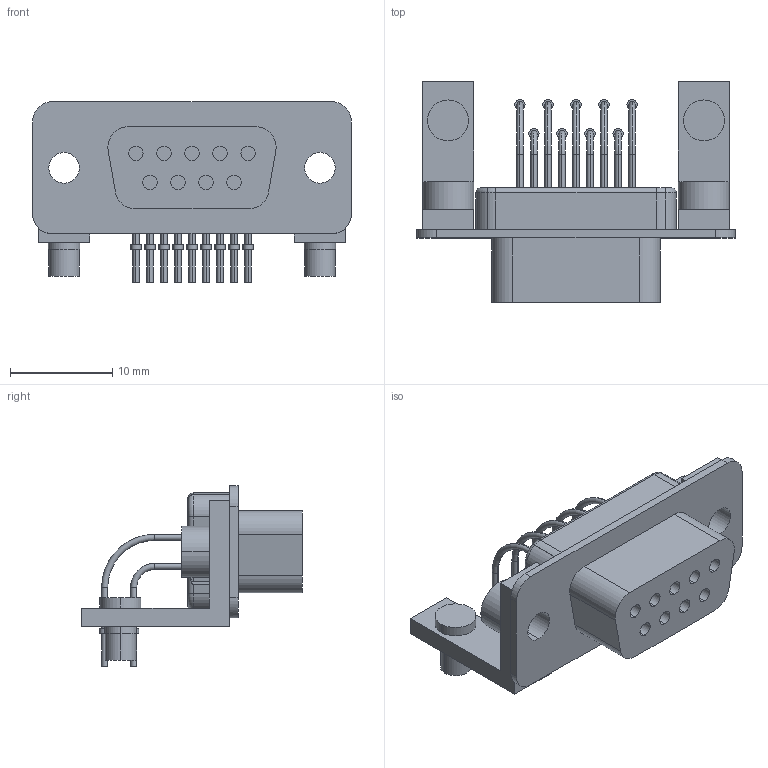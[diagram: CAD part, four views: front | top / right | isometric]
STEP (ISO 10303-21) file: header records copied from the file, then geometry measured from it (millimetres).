
FILE_DESCRIPTION(('Creo Elements/Direct Modeling STEP Export'),'2;1');
FILE_NAME('model.stp','2019-03-21T 7:37:11',(''),(''),'Creo Elements/Direct Modeling STEP processor for AP214 (Solid Model)','Creo Elements/Direct Modeling 20.1A 29-Sep-2018 (C) Parametric Technology GmbH','');
FILE_SCHEMA(('AUTOMOTIVE_DESIGN { 1 0 10303 214 1 1 1 1 }'));
Length unit declared in the file: millimetre
Products named in the file (2): VS-09-BU-DSUB-ER
Assembly tree (1 placements, depth 2):
  VS-09-BU-DSUB-ER
    VS-09-BU-DSUB-ER
Bounding box: 31.19 x 21.6 x 17.66 mm (x, y, z)
Volume: 2472.9 mm3; surface area: 2652.3 mm2
Topology: 1 solids, 1 shells, 238 faces, 542 edges, 350 vertices
Faces by surface type: cylinder 130, plane 84, torus 24
Entity records: 6271 total; most frequent: CARTESIAN_POINT 1192, ORIENTED_EDGE 1084, DIRECTION 1010, EDGE_CURVE 542, AXIS2_PLACEMENT_3D 394, VERTEX_POINT 350, EDGE_LOOP 286, FACE_OUTER_BOUND 238
